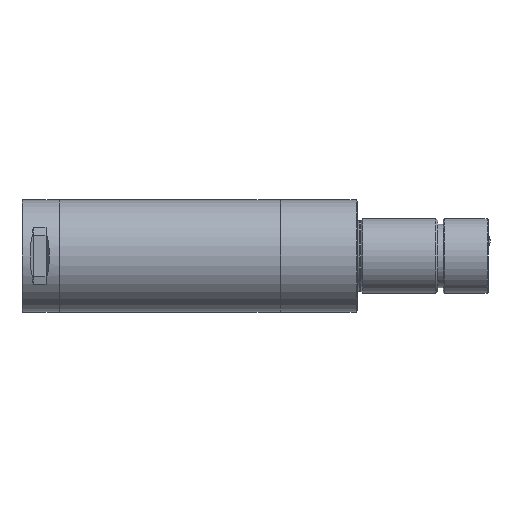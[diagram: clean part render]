
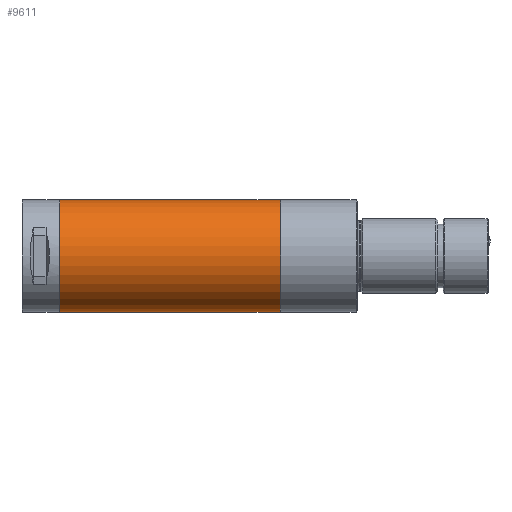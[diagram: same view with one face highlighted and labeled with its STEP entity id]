
A CAD part, front view. The second image highlights one B-rep face of the part: STEP entity #9611.
In plain terms, the highlighted cylindrical face has radius 15 mm (diameter 30 mm), a partial arc.
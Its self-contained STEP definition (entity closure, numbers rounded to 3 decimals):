
#504 = LINE ( 'NONE', #7570, #3402 ) ;
#542 = DIRECTION ( 'NONE',  ( -1., 0., 0. ) ) ;
#678 = CARTESIAN_POINT ( 'NONE',  ( 0.05, 0., 15. ) ) ;
#809 = CARTESIAN_POINT ( 'NONE',  ( 58.75, 0., 15. ) ) ;
#923 = EDGE_CURVE ( 'NONE', #5624, #1143, #2828, .T. ) ;
#1096 = CARTESIAN_POINT ( 'NONE',  ( 0.05, 0., -15. ) ) ;
#1143 = VERTEX_POINT ( 'NONE', #1096 ) ;
#1391 = DIRECTION ( 'NONE',  ( 0., 0., 1. ) ) ;
#1524 = EDGE_LOOP ( 'NONE', ( #2891, #9470, #4883, #2175 ) ) ;
#1742 = CIRCLE ( 'NONE', #5839, 15. ) ;
#2175 = ORIENTED_EDGE ( 'NONE', *, *, #4950, .T. ) ;
#2317 = CARTESIAN_POINT ( 'NONE',  ( 58.75, 0., 0. ) ) ;
#2342 = DIRECTION ( 'NONE',  ( 1., 0., 0. ) ) ;
#2614 = AXIS2_PLACEMENT_3D ( 'NONE', #6158, #542, #1391 ) ;
#2828 = LINE ( 'NONE', #9760, #6785 ) ;
#2891 = ORIENTED_EDGE ( 'NONE', *, *, #923, .F. ) ;
#3102 = DIRECTION ( 'NONE',  ( 0., 0., 1. ) ) ;
#3402 = VECTOR ( 'NONE', #3620, 1000. ) ;
#3614 = VERTEX_POINT ( 'NONE', #678 ) ;
#3620 = DIRECTION ( 'NONE',  ( -1., 0., 0. ) ) ;
#3710 = EDGE_CURVE ( 'NONE', #5624, #7350, #4172, .T. ) ;
#4172 = CIRCLE ( 'NONE', #5911, 15. ) ;
#4883 = ORIENTED_EDGE ( 'NONE', *, *, #5517, .T. ) ;
#4950 = EDGE_CURVE ( 'NONE', #3614, #1143, #1742, .T. ) ;
#5517 = EDGE_CURVE ( 'NONE', #7350, #3614, #504, .T. ) ;
#5624 = VERTEX_POINT ( 'NONE', #6121 ) ;
#5839 = AXIS2_PLACEMENT_3D ( 'NONE', #7089, #2342, #7878 ) ;
#5911 = AXIS2_PLACEMENT_3D ( 'NONE', #2317, #7852, #3102 ) ;
#6121 = CARTESIAN_POINT ( 'NONE',  ( 58.75, 0., -15. ) ) ;
#6157 = CYLINDRICAL_SURFACE ( 'NONE', #2614, 15. ) ;
#6158 = CARTESIAN_POINT ( 'NONE',  ( -5.224, 0., 0. ) ) ;
#6785 = VECTOR ( 'NONE', #7448, 1000. ) ;
#7089 = CARTESIAN_POINT ( 'NONE',  ( 0.05, 0., 0. ) ) ;
#7350 = VERTEX_POINT ( 'NONE', #809 ) ;
#7445 = FACE_OUTER_BOUND ( 'NONE', #1524, .T. ) ;
#7448 = DIRECTION ( 'NONE',  ( -1., 0., 0. ) ) ;
#7570 = CARTESIAN_POINT ( 'NONE',  ( -5.224, 0., 15. ) ) ;
#7852 = DIRECTION ( 'NONE',  ( -1., 0., 0. ) ) ;
#7878 = DIRECTION ( 'NONE',  ( 0., 0., 1. ) ) ;
#9470 = ORIENTED_EDGE ( 'NONE', *, *, #3710, .T. ) ;
#9611 = ADVANCED_FACE ( 'NONE', ( #7445 ), #6157, .T. ) ;
#9760 = CARTESIAN_POINT ( 'NONE',  ( -5.224, 0., -15. ) ) ;
